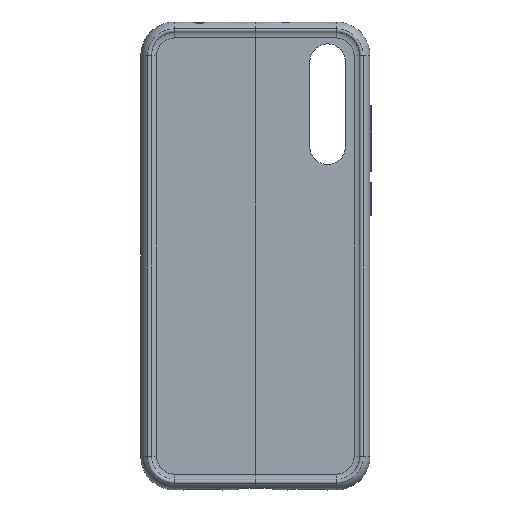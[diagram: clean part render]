
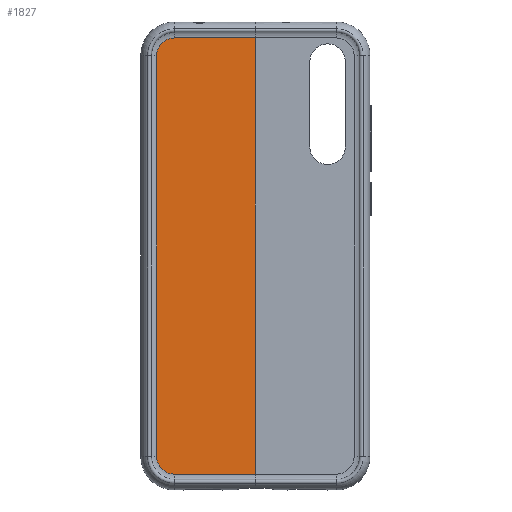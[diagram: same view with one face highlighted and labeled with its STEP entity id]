
A CAD part, top view. The second image highlights one B-rep face of the part: STEP entity #1827.
In plain terms, the highlighted planar face has unit normal (0, 0, 1).
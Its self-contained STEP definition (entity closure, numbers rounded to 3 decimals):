
#113=CIRCLE('',#2010,6.);
#117=CIRCLE('',#2018,6.);
#314=FACE_OUTER_BOUND('',#434,.T.);
#434=EDGE_LOOP('',(#1632,#1633,#1634,#1635,#1636,#1637));
#544=LINE('',#3589,#686);
#566=LINE('',#3742,#708);
#570=LINE('',#3758,#712);
#573=LINE('',#3770,#715);
#686=VECTOR('',#2393,10.);
#708=VECTOR('',#2455,10.);
#712=VECTOR('',#2475,10.);
#715=VECTOR('',#2492,10.);
#859=VERTEX_POINT('',#3586);
#860=VERTEX_POINT('',#3588);
#877=VERTEX_POINT('',#3740);
#879=VERTEX_POINT('',#3748);
#881=VERTEX_POINT('',#3756);
#883=VERTEX_POINT('',#3764);
#1091=EDGE_CURVE('',#860,#859,#544,.T.);
#1125=EDGE_CURVE('',#859,#877,#566,.T.);
#1129=EDGE_CURVE('',#877,#879,#113,.T.);
#1133=EDGE_CURVE('',#879,#881,#570,.T.);
#1137=EDGE_CURVE('',#881,#883,#117,.T.);
#1139=EDGE_CURVE('',#883,#860,#573,.T.);
#1632=ORIENTED_EDGE('',*,*,#1091,.T.);
#1633=ORIENTED_EDGE('',*,*,#1125,.T.);
#1634=ORIENTED_EDGE('',*,*,#1129,.T.);
#1635=ORIENTED_EDGE('',*,*,#1133,.T.);
#1636=ORIENTED_EDGE('',*,*,#1137,.T.);
#1637=ORIENTED_EDGE('',*,*,#1139,.T.);
#1726=PLANE('',#2021);
#1827=ADVANCED_FACE('',(#314),#1726,.F.);
#2010=AXIS2_PLACEMENT_3D('',#3750,#2465,#2466);
#2018=AXIS2_PLACEMENT_3D('',#3766,#2485,#2486);
#2021=AXIS2_PLACEMENT_3D('',#3771,#2493,#2494);
#2393=DIRECTION('',(0.,1.,0.));
#2455=DIRECTION('',(-1.,0.,0.));
#2465=DIRECTION('center_axis',(0.,0.,1.));
#2466=DIRECTION('ref_axis',(-1.,0.,0.));
#2475=DIRECTION('',(0.,-1.,0.));
#2485=DIRECTION('center_axis',(0.,0.,1.));
#2486=DIRECTION('ref_axis',(0.,-1.,0.));
#2492=DIRECTION('',(1.,0.,0.));
#2493=DIRECTION('center_axis',(0.,0.,-1.));
#2494=DIRECTION('ref_axis',(-1.,0.,0.));
#3586=CARTESIAN_POINT('',(0.,148.,-3.95));
#3588=CARTESIAN_POINT('',(0.,0.,-3.95));
#3589=CARTESIAN_POINT('',(0.,37.,-3.95));
#3740=CARTESIAN_POINT('',(-27.5,148.,-3.95));
#3742=CARTESIAN_POINT('',(-8.375,148.,-3.95));
#3748=CARTESIAN_POINT('',(-33.5,142.,-3.95));
#3750=CARTESIAN_POINT('Origin',(-27.5,142.,-3.95));
#3756=CARTESIAN_POINT('',(-33.5,6.,-3.95));
#3758=CARTESIAN_POINT('',(-33.5,108.,-3.95));
#3764=CARTESIAN_POINT('',(-27.5,0.,-3.95));
#3766=CARTESIAN_POINT('Origin',(-27.5,6.,-3.95));
#3770=CARTESIAN_POINT('',(-22.125,0.,-3.95));
#3771=CARTESIAN_POINT('Origin',(-16.75,74.,-3.95));
